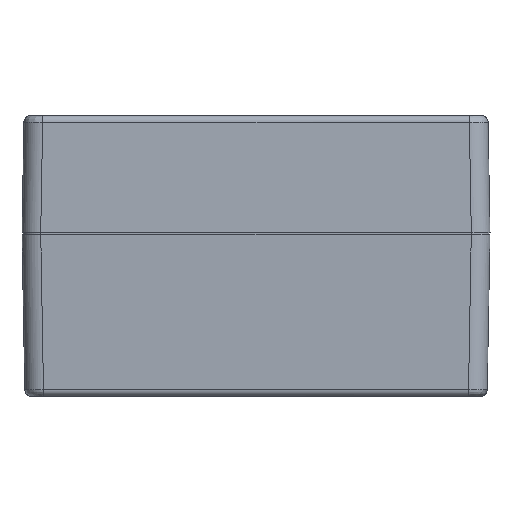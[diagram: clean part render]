
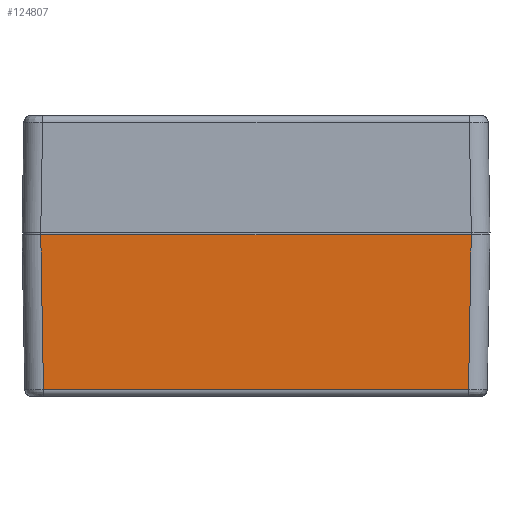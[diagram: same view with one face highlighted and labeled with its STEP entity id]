
A CAD part, left-side view. The second image highlights one B-rep face of the part: STEP entity #124807.
In plain terms, the highlighted planar face has unit normal (-1, 0, -0.018).
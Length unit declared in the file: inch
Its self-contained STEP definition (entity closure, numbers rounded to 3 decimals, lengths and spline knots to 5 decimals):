
#1794 = VECTOR ( 'NONE', #22333, 39.37008 ) ;
#7145 = LINE ( 'NONE', #49124, #19588 ) ;
#15217 = EDGE_CURVE ( 'NONE', #57581, #118571, #108242, .T. ) ;
#19588 = VECTOR ( 'NONE', #81446, 39.37008 ) ;
#19957 = ORIENTED_EDGE ( 'NONE', *, *, #43802, .F. ) ;
#21049 = CARTESIAN_POINT ( 'NONE',  ( -5.90482, -3.62141, -0.03937 ) ) ;
#21648 = EDGE_CURVE ( 'NONE', #128003, #118571, #119765, .T. ) ;
#22333 = DIRECTION ( 'NONE',  ( 0., 1., 0. ) ) ;
#22962 = VECTOR ( 'NONE', #90708, 39.37008 ) ;
#34482 = ORIENTED_EDGE ( 'NONE', *, *, #21648, .T. ) ;
#43802 = EDGE_CURVE ( 'NONE', #133852, #57581, #7145, .T. ) ;
#46770 = DIRECTION ( 'NONE',  ( -1., 0., -0.017 ) ) ;
#49124 = CARTESIAN_POINT ( 'NONE',  ( -5.90441, -3.62099, -0.06319 ) ) ;
#55732 = FACE_OUTER_BOUND ( 'NONE', #68544, .T. ) ;
#57581 = VERTEX_POINT ( 'NONE', #102488 ) ;
#67393 = CARTESIAN_POINT ( 'NONE',  ( -5.90551, 3.93701, 0. ) ) ;
#68544 = EDGE_LOOP ( 'NONE', ( #124972, #19957, #108345, #34482 ) ) ;
#81446 = DIRECTION ( 'NONE',  ( 0.017, 0.017, -1. ) ) ;
#85048 = AXIS2_PLACEMENT_3D ( 'NONE', #67393, #46770, #88678 ) ;
#85697 = EDGE_CURVE ( 'NONE', #133852, #128003, #113421, .T. ) ;
#88678 = DIRECTION ( 'NONE',  ( -0.017, 0., 1. ) ) ;
#90708 = DIRECTION ( 'NONE',  ( 0., 1., 0. ) ) ;
#91497 = CARTESIAN_POINT ( 'NONE',  ( -5.90482, 3.62141, -0.03937 ) ) ;
#95894 = CARTESIAN_POINT ( 'NONE',  ( -5.85943, 1.9685, -2.63986 ) ) ;
#99129 = DIRECTION ( 'NONE',  ( 0.017, -0.017, -1. ) ) ;
#102488 = CARTESIAN_POINT ( 'NONE',  ( -5.85943, -3.57602, -2.63986 ) ) ;
#108242 = LINE ( 'NONE', #95894, #1794 ) ;
#108345 = ORIENTED_EDGE ( 'NONE', *, *, #85697, .T. ) ;
#113421 = LINE ( 'NONE', #134700, #22962 ) ;
#118571 = VERTEX_POINT ( 'NONE', #122438 ) ;
#119671 = PLANE ( 'NONE',  #85048 ) ;
#119765 = LINE ( 'NONE', #91497, #124598 ) ;
#121575 = CARTESIAN_POINT ( 'NONE',  ( -5.90482, 3.62141, -0.03937 ) ) ;
#122438 = CARTESIAN_POINT ( 'NONE',  ( -5.85943, 3.57602, -2.63986 ) ) ;
#124598 = VECTOR ( 'NONE', #99129, 39.37008 ) ;
#124807 = ADVANCED_FACE ( 'NONE', ( #55732 ), #119671, .T. ) ;
#124972 = ORIENTED_EDGE ( 'NONE', *, *, #15217, .F. ) ;
#128003 = VERTEX_POINT ( 'NONE', #121575 ) ;
#133852 = VERTEX_POINT ( 'NONE', #21049 ) ;
#134700 = CARTESIAN_POINT ( 'NONE',  ( -5.90482, 3.93701, -0.03937 ) ) ;
